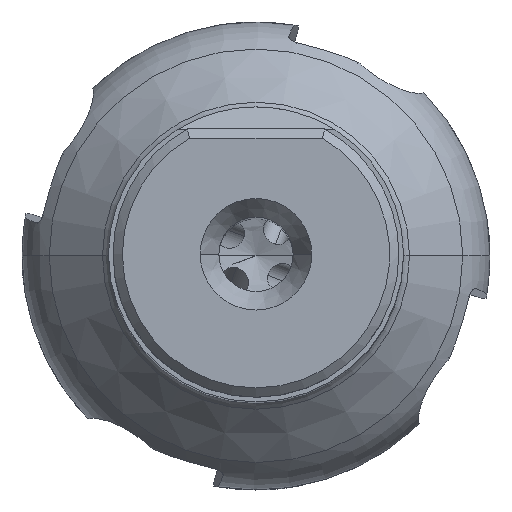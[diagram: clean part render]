
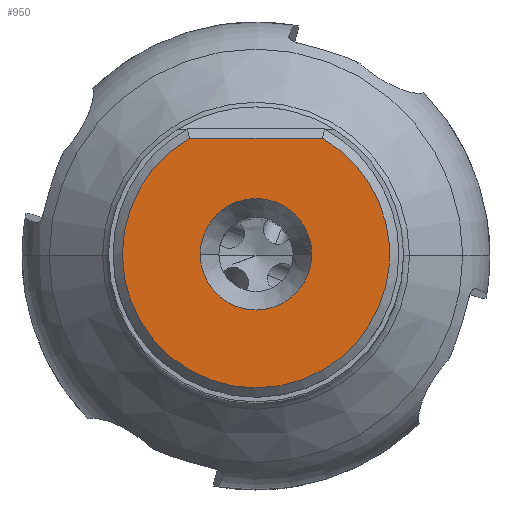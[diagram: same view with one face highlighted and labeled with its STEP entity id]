
A CAD part, top view. The second image highlights one B-rep face of the part: STEP entity #950.
In plain terms, the highlighted planar face has unit normal (0, 0, 1).
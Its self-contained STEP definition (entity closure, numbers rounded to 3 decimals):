
#133=FACE_BOUND('',#2387,.T.);
#134=FACE_BOUND('',#2388,.T.);
#317=PLANE('',#11051);
#528=CIRCLE('',#11045,14.375);
#529=CIRCLE('',#11046,14.375);
#530=CIRCLE('',#11047,14.375);
#531=CIRCLE('',#11049,6.);
#532=CIRCLE('',#11050,6.);
#950=ADVANCED_FACE('',(#133,#134),#317,.T.);
#2387=EDGE_LOOP('',(#4083,#4084));
#2388=EDGE_LOOP('',(#4085,#4086,#4087,#4088));
#3018=LINE('',#15617,#3451);
#3451=VECTOR('',#12230,1.);
#4083=ORIENTED_EDGE('',*,*,#8436,.T.);
#4084=ORIENTED_EDGE('',*,*,#8437,.T.);
#4085=ORIENTED_EDGE('',*,*,#8434,.T.);
#4086=ORIENTED_EDGE('',*,*,#8433,.T.);
#4087=ORIENTED_EDGE('',*,*,#8426,.F.);
#4088=ORIENTED_EDGE('',*,*,#8435,.T.);
#7309=VERTEX_POINT('',#15606);
#7312=VERTEX_POINT('',#15616);
#7316=VERTEX_POINT('',#15631);
#7317=VERTEX_POINT('',#15633);
#7318=VERTEX_POINT('',#15637);
#7319=VERTEX_POINT('',#15638);
#8426=EDGE_CURVE('',#7312,#7309,#3018,.T.);
#8433=EDGE_CURVE('',#7316,#7309,#528,.T.);
#8434=EDGE_CURVE('',#7317,#7316,#529,.T.);
#8435=EDGE_CURVE('',#7312,#7317,#530,.T.);
#8436=EDGE_CURVE('',#7318,#7319,#531,.T.);
#8437=EDGE_CURVE('',#7319,#7318,#532,.T.);
#11045=AXIS2_PLACEMENT_3D('',#15630,#12247,#12248);
#11046=AXIS2_PLACEMENT_3D('',#15632,#12249,#12250);
#11047=AXIS2_PLACEMENT_3D('',#15634,#12251,#12252);
#11049=AXIS2_PLACEMENT_3D('',#15636,#12255,#12256);
#11050=AXIS2_PLACEMENT_3D('',#15639,#12257,#12258);
#11051=AXIS2_PLACEMENT_3D('',#15640,#12259,#12260);
#12230=DIRECTION('',(1.,0.,0.));
#12247=DIRECTION('',(0.,0.,1.));
#12248=DIRECTION('',(0.496,-0.869,0.));
#12249=DIRECTION('',(0.,0.,1.));
#12250=DIRECTION('',(0.,-1.,0.));
#12251=DIRECTION('',(0.,0.,1.));
#12252=DIRECTION('',(-0.496,0.869,0.));
#12255=DIRECTION('',(0.,0.,-1.));
#12256=DIRECTION('',(-1.,0.,0.));
#12257=DIRECTION('',(0.,0.,-1.));
#12258=DIRECTION('',(1.,0.,0.));
#12259=DIRECTION('',(0.,0.,1.));
#12260=DIRECTION('',(-1.,0.,0.));
#15606=CARTESIAN_POINT('',(7.125,12.485,42.863));
#15616=CARTESIAN_POINT('',(-7.125,12.485,42.863));
#15617=CARTESIAN_POINT('',(-7.125,12.485,42.863));
#15630=CARTESIAN_POINT('',(0.,0.,42.863));
#15631=CARTESIAN_POINT('',(7.125,-12.485,42.863));
#15632=CARTESIAN_POINT('',(0.,0.,42.863));
#15633=CARTESIAN_POINT('',(0.,-14.375,42.863));
#15634=CARTESIAN_POINT('',(0.,0.,42.863));
#15636=CARTESIAN_POINT('',(0.,0.,42.863));
#15637=CARTESIAN_POINT('',(-6.,0.,42.863));
#15638=CARTESIAN_POINT('',(6.,0.,42.863));
#15639=CARTESIAN_POINT('',(0.,0.,42.863));
#15640=CARTESIAN_POINT('',(0.,0.,42.863));
